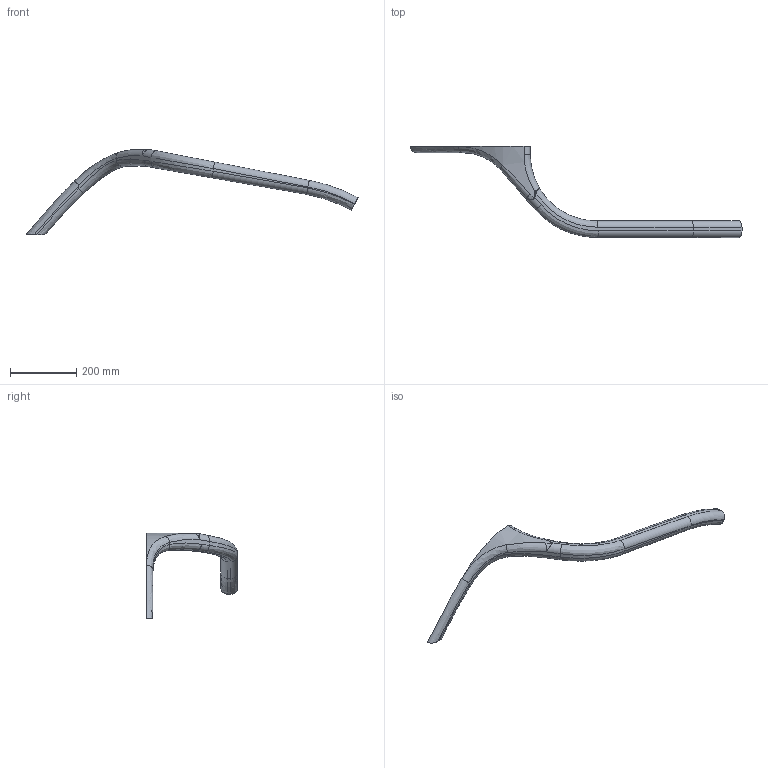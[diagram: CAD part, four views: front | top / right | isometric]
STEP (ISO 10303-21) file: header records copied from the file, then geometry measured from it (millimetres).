
FILE_DESCRIPTION(('Open CASCADE Model'),'2;1');
FILE_NAME('Open CASCADE Shape Model','2022-05-10T10:53:10',('Author'),( 'Open CASCADE'),'Open CASCADE STEP processor 7.5','Open CASCADE 7.5' ,'Unknown');
FILE_SCHEMA(('AUTOMOTIVE_DESIGN { 1 0 10303 214 1 1 1 1 }'));
Length unit declared in the file: metre
Products named in the file (1): Open CASCADE STEP translator 7.5 4
Bounding box: 1003.51 x 275 x 258.26 mm (x, y, z)
Volume: 2218232.9 mm3; surface area: 188173.9 mm2
Topology: 1 solids, 1 shells, 45 faces, 114 edges, 71 vertices
Faces by surface type: bspline 19, cylinder 12, plane 10, torus 2, revolution 2
Entity records: 9766 total; most frequent: CARTESIAN_POINT 7793, DIRECTION 272, ORIENTED_EDGE 228, PCURVE 228, DEFINITIONAL_REPRESENTATION 228, B_SPLINE_CURVE_WITH_KNOTS 152, LINE 139, VECTOR 139
